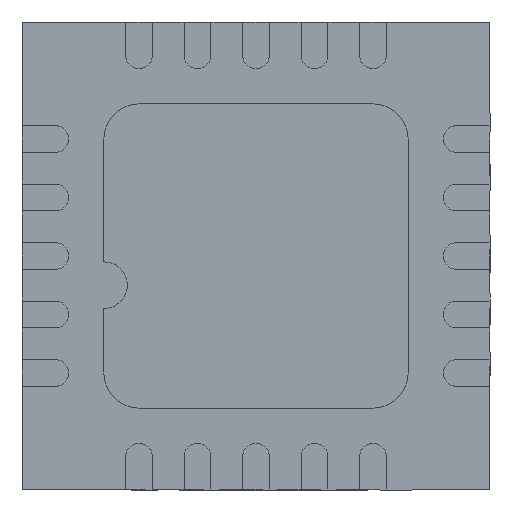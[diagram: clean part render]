
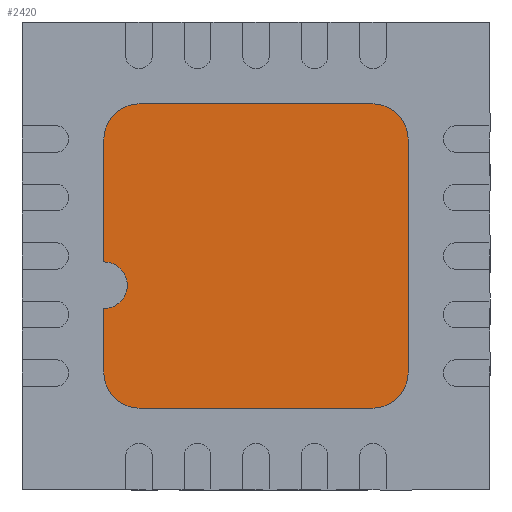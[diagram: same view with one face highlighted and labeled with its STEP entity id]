
A CAD part, front view. The second image highlights one B-rep face of the part: STEP entity #2420.
In plain terms, the highlighted planar face has unit normal (0, -1, 0).
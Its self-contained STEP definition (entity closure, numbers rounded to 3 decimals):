
#15 = DIRECTION ( 'NONE',  ( 0., 0., 1. ) ) ;
#60 = DIRECTION ( 'NONE',  ( 0., 0., -1. ) ) ;
#101 = VERTEX_POINT ( 'NONE', #5432 ) ;
#309 = AXIS2_PLACEMENT_3D ( 'NONE', #4393, #2217, #4352 ) ;
#426 = CARTESIAN_POINT ( 'NONE',  ( -1., 0., 1.3 ) ) ;
#462 = DIRECTION ( 'NONE',  ( -1., 0., 0. ) ) ;
#671 = CARTESIAN_POINT ( 'NONE',  ( -1.3, 0., 1. ) ) ;
#1035 = DIRECTION ( 'NONE',  ( 0., 0., 1. ) ) ;
#1084 = LINE ( 'NONE', #6164, #1701 ) ;
#1113 = DIRECTION ( 'NONE',  ( 0., -1., 0. ) ) ;
#1216 = CARTESIAN_POINT ( 'NONE',  ( -1., 0., -1.3 ) ) ;
#1273 = AXIS2_PLACEMENT_3D ( 'NONE', #6991, #6421, #2048 ) ;
#1315 = ORIENTED_EDGE ( 'NONE', *, *, #2197, .T. ) ;
#1378 = ORIENTED_EDGE ( 'NONE', *, *, #3317, .T. ) ;
#1401 = DIRECTION ( 'NONE',  ( 0., -1., 0. ) ) ;
#1578 = ORIENTED_EDGE ( 'NONE', *, *, #6240, .T. ) ;
#1638 = CARTESIAN_POINT ( 'NONE',  ( -1.3, 0., -0.05 ) ) ;
#1667 = ORIENTED_EDGE ( 'NONE', *, *, #5165, .T. ) ;
#1680 = ORIENTED_EDGE ( 'NONE', *, *, #5076, .T. ) ;
#1701 = VECTOR ( 'NONE', #6215, 1000. ) ;
#1708 = LINE ( 'NONE', #3589, #4751 ) ;
#1897 = DIRECTION ( 'NONE',  ( 0., 0., 1. ) ) ;
#1930 = ORIENTED_EDGE ( 'NONE', *, *, #3245, .T. ) ;
#1948 = VERTEX_POINT ( 'NONE', #426 ) ;
#1994 = CARTESIAN_POINT ( 'NONE',  ( 1.3, 0., 1. ) ) ;
#1995 = CARTESIAN_POINT ( 'NONE',  ( 1.3, 0., -1. ) ) ;
#2020 = DIRECTION ( 'NONE',  ( 0., 0., 1. ) ) ;
#2042 = VECTOR ( 'NONE', #1035, 1000. ) ;
#2048 = DIRECTION ( 'NONE',  ( 0., 0., -1. ) ) ;
#2085 = VERTEX_POINT ( 'NONE', #1216 ) ;
#2197 = EDGE_CURVE ( 'NONE', #5433, #2959, #5227, .T. ) ;
#2217 = DIRECTION ( 'NONE',  ( 0., -1., 0. ) ) ;
#2276 = VERTEX_POINT ( 'NONE', #1995 ) ;
#2300 = DIRECTION ( 'NONE',  ( 0., 1., 0. ) ) ;
#2335 = CARTESIAN_POINT ( 'NONE',  ( -1.3, 0., -0.45 ) ) ;
#2363 = EDGE_CURVE ( 'NONE', #6525, #2276, #3866, .T. ) ;
#2420 = ADVANCED_FACE ( 'NONE', ( #3106 ), #5006, .F. ) ;
#2491 = CARTESIAN_POINT ( 'NONE',  ( -1.3, 0., -0.05 ) ) ;
#2614 = EDGE_CURVE ( 'NONE', #2085, #6525, #1084, .T. ) ;
#2740 = CARTESIAN_POINT ( 'NONE',  ( 1., 0., -1.3 ) ) ;
#2931 = EDGE_CURVE ( 'NONE', #4546, #5433, #3077, .T. ) ;
#2959 = VERTEX_POINT ( 'NONE', #2335 ) ;
#2985 = CIRCLE ( 'NONE', #5138, 0.3 ) ;
#3041 = DIRECTION ( 'NONE',  ( 0., 0., -1. ) ) ;
#3050 = CARTESIAN_POINT ( 'NONE',  ( -1., 0., -1. ) ) ;
#3077 = LINE ( 'NONE', #1638, #4838 ) ;
#3106 = FACE_OUTER_BOUND ( 'NONE', #5985, .T. ) ;
#3240 = LINE ( 'NONE', #4284, #2042 ) ;
#3245 = EDGE_CURVE ( 'NONE', #2276, #4108, #3240, .T. ) ;
#3317 = EDGE_CURVE ( 'NONE', #4108, #5821, #4154, .T. ) ;
#3425 = ORIENTED_EDGE ( 'NONE', *, *, #2363, .T. ) ;
#3563 = EDGE_CURVE ( 'NONE', #2959, #101, #1708, .T. ) ;
#3589 = CARTESIAN_POINT ( 'NONE',  ( -1.3, 0., -1. ) ) ;
#3866 = CIRCLE ( 'NONE', #4067, 0.3 ) ;
#4067 = AXIS2_PLACEMENT_3D ( 'NONE', #4959, #1113, #60 ) ;
#4108 = VERTEX_POINT ( 'NONE', #1994 ) ;
#4154 = CIRCLE ( 'NONE', #309, 0.3 ) ;
#4163 = VECTOR ( 'NONE', #462, 1000. ) ;
#4211 = ORIENTED_EDGE ( 'NONE', *, *, #2614, .T. ) ;
#4284 = CARTESIAN_POINT ( 'NONE',  ( 1.3, 0., -1. ) ) ;
#4310 = CARTESIAN_POINT ( 'NONE',  ( -1., 0., 1.3 ) ) ;
#4352 = DIRECTION ( 'NONE',  ( 0., 0., 1. ) ) ;
#4393 = CARTESIAN_POINT ( 'NONE',  ( 1., 0., 1. ) ) ;
#4546 = VERTEX_POINT ( 'NONE', #671 ) ;
#4653 = LINE ( 'NONE', #4310, #4163 ) ;
#4751 = VECTOR ( 'NONE', #3041, 1000. ) ;
#4800 = CARTESIAN_POINT ( 'NONE',  ( 1., 0., 1.3 ) ) ;
#4838 = VECTOR ( 'NONE', #5468, 1000. ) ;
#4959 = CARTESIAN_POINT ( 'NONE',  ( 1., 0., -1. ) ) ;
#5006 = PLANE ( 'NONE',  #5302 ) ;
#5076 = EDGE_CURVE ( 'NONE', #1948, #4546, #5472, .T. ) ;
#5138 = AXIS2_PLACEMENT_3D ( 'NONE', #3050, #6789, #1897 ) ;
#5165 = EDGE_CURVE ( 'NONE', #5821, #1948, #4653, .T. ) ;
#5227 = CIRCLE ( 'NONE', #1273, 0.2 ) ;
#5302 = AXIS2_PLACEMENT_3D ( 'NONE', #5574, #2300, #15 ) ;
#5432 = CARTESIAN_POINT ( 'NONE',  ( -1.3, 0., -1. ) ) ;
#5433 = VERTEX_POINT ( 'NONE', #2491 ) ;
#5468 = DIRECTION ( 'NONE',  ( 0., 0., -1. ) ) ;
#5472 = CIRCLE ( 'NONE', #5598, 0.3 ) ;
#5574 = CARTESIAN_POINT ( 'NONE',  ( -1., 0., -1. ) ) ;
#5598 = AXIS2_PLACEMENT_3D ( 'NONE', #6346, #1401, #2020 ) ;
#5679 = ORIENTED_EDGE ( 'NONE', *, *, #2931, .T. ) ;
#5821 = VERTEX_POINT ( 'NONE', #4800 ) ;
#5985 = EDGE_LOOP ( 'NONE', ( #1578, #4211, #3425, #1930, #1378, #1667, #1680, #5679, #1315, #6543 ) ) ;
#6164 = CARTESIAN_POINT ( 'NONE',  ( -1., 0., -1.3 ) ) ;
#6215 = DIRECTION ( 'NONE',  ( 1., 0., 0. ) ) ;
#6240 = EDGE_CURVE ( 'NONE', #101, #2085, #2985, .T. ) ;
#6346 = CARTESIAN_POINT ( 'NONE',  ( -1., 0., 1. ) ) ;
#6421 = DIRECTION ( 'NONE',  ( 0., 1., 0. ) ) ;
#6525 = VERTEX_POINT ( 'NONE', #2740 ) ;
#6543 = ORIENTED_EDGE ( 'NONE', *, *, #3563, .T. ) ;
#6789 = DIRECTION ( 'NONE',  ( 0., -1., 0. ) ) ;
#6991 = CARTESIAN_POINT ( 'NONE',  ( -1.3, 0., -0.25 ) ) ;
